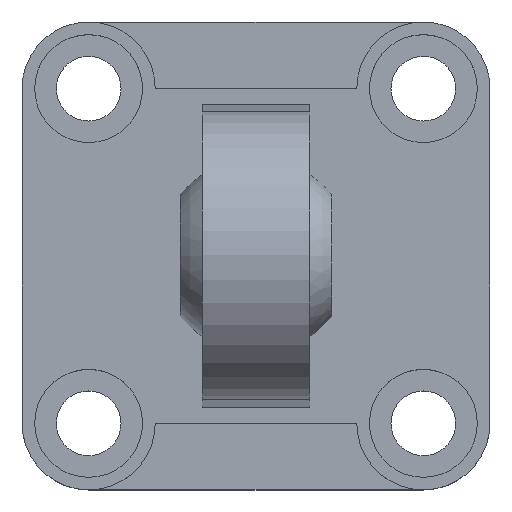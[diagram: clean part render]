
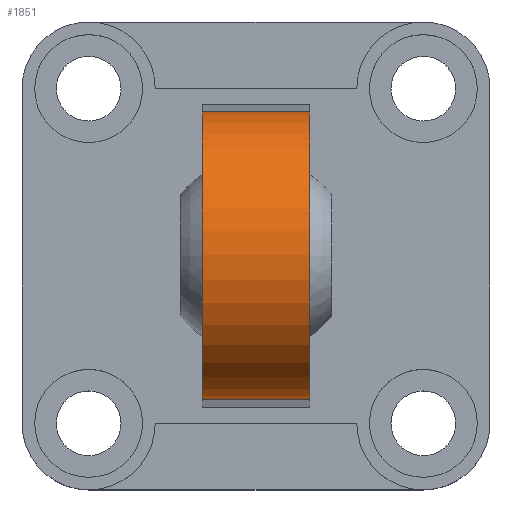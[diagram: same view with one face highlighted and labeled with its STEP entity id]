
A CAD part, top view. The second image highlights one B-rep face of the part: STEP entity #1851.
In plain terms, the highlighted cylindrical face has radius 20 mm (diameter 40 mm), a partial arc.
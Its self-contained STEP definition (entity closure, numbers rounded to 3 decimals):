
#13 = VERTEX_POINT ( 'NONE', #392 ) ;
#14 = EDGE_CURVE ( 'NONE', #13, #21, #391, .T. ) ;
#21 = VERTEX_POINT ( 'NONE', #381 ) ;
#381 = CARTESIAN_POINT ( 'NONE',  ( -7.5, 19.968, 28.137 ) ) ;
#387 = DIRECTION ( 'NONE',  ( 0., 1., 0. ) ) ;
#388 = DIRECTION ( 'NONE',  ( -1., 0., 0. ) ) ;
#389 = CARTESIAN_POINT ( 'NONE',  ( -7.5, 0., 27. ) ) ;
#390 = AXIS2_PLACEMENT_3D ( 'NONE', #389, #388, #387 ) ;
#391 = CIRCLE ( 'NONE', #390, 20. ) ;
#392 = CARTESIAN_POINT ( 'NONE',  ( -7.5, -19.968, 28.137 ) ) ;
#982 = DIRECTION ( 'NONE',  ( 1., 0., 0. ) ) ;
#983 = VECTOR ( 'NONE', #982, 1000. ) ;
#984 = CARTESIAN_POINT ( 'NONE',  ( -32.5, 19.968, 28.137 ) ) ;
#985 = LINE ( 'NONE', #984, #983 ) ;
#1170 = DIRECTION ( 'NONE',  ( 1., 0., 0. ) ) ;
#1171 = VECTOR ( 'NONE', #1170, 1000. ) ;
#1172 = CARTESIAN_POINT ( 'NONE',  ( -32.5, -19.968, 28.137 ) ) ;
#1173 = LINE ( 'NONE', #1172, #1171 ) ;
#1174 = CARTESIAN_POINT ( 'NONE',  ( 7.5, -19.968, 28.137 ) ) ;
#1202 = CARTESIAN_POINT ( 'NONE',  ( 7.5, 19.968, 28.137 ) ) ;
#1203 = DIRECTION ( 'NONE',  ( 0., 1., 0. ) ) ;
#1204 = DIRECTION ( 'NONE',  ( -1., 0., 0. ) ) ;
#1205 = CARTESIAN_POINT ( 'NONE',  ( 7.5, 0., 27. ) ) ;
#1206 = AXIS2_PLACEMENT_3D ( 'NONE', #1205, #1204, #1203 ) ;
#1207 = CIRCLE ( 'NONE', #1206, 20. ) ;
#1220 = DIRECTION ( 'NONE',  ( 0., 1., 0. ) ) ;
#1221 = DIRECTION ( 'NONE',  ( 1., 0., 0. ) ) ;
#1222 = CARTESIAN_POINT ( 'NONE',  ( -32.5, 0., 27. ) ) ;
#1223 = AXIS2_PLACEMENT_3D ( 'NONE', #1222, #1221, #1220 ) ;
#1225 = CYLINDRICAL_SURFACE ( 'NONE', #1223, 20. ) ;
#1226 = FACE_OUTER_BOUND ( 'NONE', #1847, .T. ) ;
#1744 = ORIENTED_EDGE ( 'NONE', *, *, #14, .F. ) ;
#1750 = ORIENTED_EDGE ( 'NONE', *, *, #1752, .F. ) ;
#1751 = ORIENTED_EDGE ( 'NONE', *, *, #1859, .T. ) ;
#1752 = EDGE_CURVE ( 'NONE', #21, #1862, #985, .T. ) ;
#1847 = EDGE_LOOP ( 'NONE', ( #1860, #1751, #1750, #1744 ) ) ;
#1848 = VERTEX_POINT ( 'NONE', #1174 ) ;
#1849 = EDGE_CURVE ( 'NONE', #13, #1848, #1173, .T. ) ;
#1851 = ADVANCED_FACE ( 'NONE', ( #1226 ), #1225, .T. ) ;
#1859 = EDGE_CURVE ( 'NONE', #1848, #1862, #1207, .T. ) ;
#1860 = ORIENTED_EDGE ( 'NONE', *, *, #1849, .T. ) ;
#1862 = VERTEX_POINT ( 'NONE', #1202 ) ;
